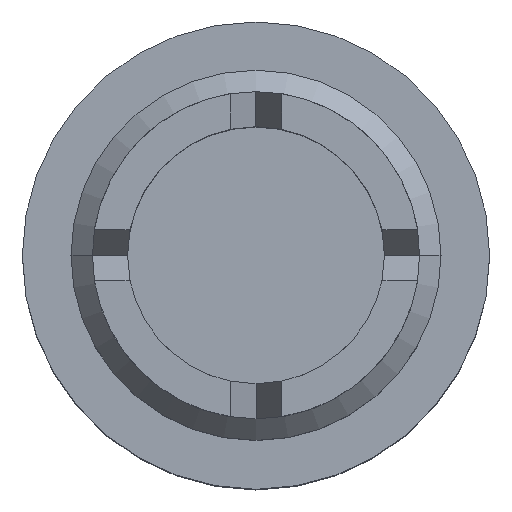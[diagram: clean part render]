
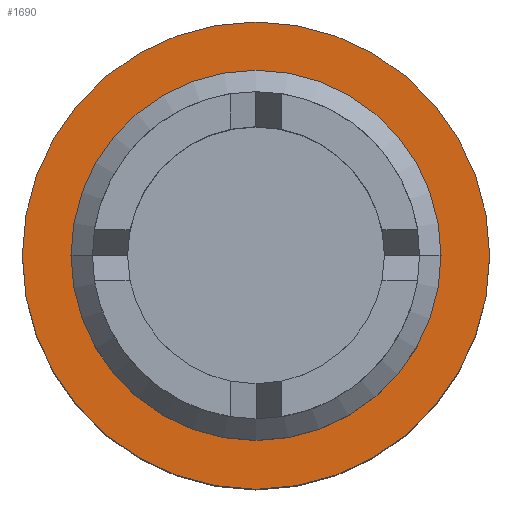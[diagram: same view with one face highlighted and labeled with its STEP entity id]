
A CAD part, top view. The second image highlights one B-rep face of the part: STEP entity #1690.
In plain terms, the highlighted planar face has unit normal (0, 0, 1).
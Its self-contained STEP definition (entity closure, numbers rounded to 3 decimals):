
#8 = EDGE_LOOP ( 'NONE', ( #1541, #365 ) ) ;
#272 = DIRECTION ( 'NONE',  ( 0., 0., 1. ) ) ;
#283 = DIRECTION ( 'NONE',  ( 0., 0., 1. ) ) ;
#319 = CARTESIAN_POINT ( 'NONE',  ( 0., 0., -10.5 ) ) ;
#362 = CARTESIAN_POINT ( 'NONE',  ( -6.5, 0., -10.5 ) ) ;
#365 = ORIENTED_EDGE ( 'NONE', *, *, #1383, .F. ) ;
#412 = VERTEX_POINT ( 'NONE', #934 ) ;
#416 = CIRCLE ( 'NONE', #1312, 6.5 ) ;
#417 = CARTESIAN_POINT ( 'NONE',  ( 0., 0., -10.5 ) ) ;
#444 = PLANE ( 'NONE',  #1026 ) ;
#531 = DIRECTION ( 'NONE',  ( 0., 0., -1. ) ) ;
#551 = CARTESIAN_POINT ( 'NONE',  ( 0., 6.5, -10.5 ) ) ;
#583 = CARTESIAN_POINT ( 'NONE',  ( 0., 0., -10.5 ) ) ;
#587 = DIRECTION ( 'NONE',  ( -1., 0., 0. ) ) ;
#606 = CIRCLE ( 'NONE', #1374, 6.5 ) ;
#669 = EDGE_LOOP ( 'NONE', ( #765, #1047 ) ) ;
#702 = VERTEX_POINT ( 'NONE', #362 ) ;
#765 = ORIENTED_EDGE ( 'NONE', *, *, #826, .T. ) ;
#826 = EDGE_CURVE ( 'NONE', #1083, #910, #1595, .T. ) ;
#829 = EDGE_CURVE ( 'NONE', #412, #702, #416, .T. ) ;
#910 = VERTEX_POINT ( 'NONE', #1386 ) ;
#934 = CARTESIAN_POINT ( 'NONE',  ( 6.5, 0., -10.5 ) ) ;
#1026 = AXIS2_PLACEMENT_3D ( 'NONE', #551, #531, #587 ) ;
#1047 = ORIENTED_EDGE ( 'NONE', *, *, #1261, .T. ) ;
#1065 = AXIS2_PLACEMENT_3D ( 'NONE', #1225, #1602, #1585 ) ;
#1083 = VERTEX_POINT ( 'NONE', #1540 ) ;
#1225 = CARTESIAN_POINT ( 'NONE',  ( 0., 0., -10.5 ) ) ;
#1239 = DIRECTION ( 'NONE',  ( 1., 0., 0. ) ) ;
#1261 = EDGE_CURVE ( 'NONE', #910, #1083, #1660, .T. ) ;
#1312 = AXIS2_PLACEMENT_3D ( 'NONE', #417, #283, #1239 ) ;
#1338 = FACE_OUTER_BOUND ( 'NONE', #669, .T. ) ;
#1349 = DIRECTION ( 'NONE',  ( 1., 0., 0. ) ) ;
#1374 = AXIS2_PLACEMENT_3D ( 'NONE', #583, #1523, #1655 ) ;
#1383 = EDGE_CURVE ( 'NONE', #702, #412, #606, .T. ) ;
#1386 = CARTESIAN_POINT ( 'NONE',  ( -10., 0., -10.5 ) ) ;
#1396 = AXIS2_PLACEMENT_3D ( 'NONE', #319, #272, #1349 ) ;
#1523 = DIRECTION ( 'NONE',  ( 0., 0., 1. ) ) ;
#1540 = CARTESIAN_POINT ( 'NONE',  ( 10., 0., -10.5 ) ) ;
#1541 = ORIENTED_EDGE ( 'NONE', *, *, #829, .F. ) ;
#1585 = DIRECTION ( 'NONE',  ( 1., 0., 0. ) ) ;
#1588 = FACE_BOUND ( 'NONE', #8, .T. ) ;
#1595 = CIRCLE ( 'NONE', #1396, 10. ) ;
#1602 = DIRECTION ( 'NONE',  ( 0., 0., 1. ) ) ;
#1655 = DIRECTION ( 'NONE',  ( 1., 0., 0. ) ) ;
#1660 = CIRCLE ( 'NONE', #1065, 10. ) ;
#1690 = ADVANCED_FACE ( 'NONE', ( #1588, #1338 ), #444, .F. ) ;
